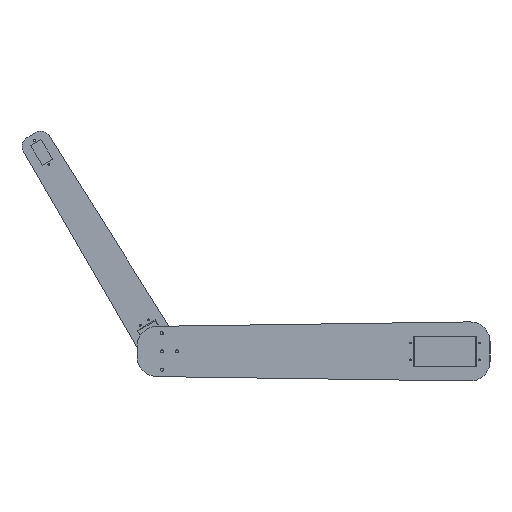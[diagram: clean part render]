
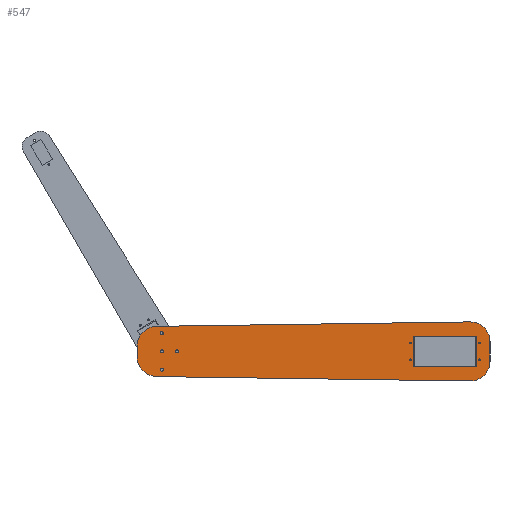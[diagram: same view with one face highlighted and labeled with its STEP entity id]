
A CAD part, front view. The second image highlights one B-rep face of the part: STEP entity #547.
In plain terms, the highlighted planar face has unit normal (0, -1, 0).
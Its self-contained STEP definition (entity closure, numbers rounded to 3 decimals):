
#162=CARTESIAN_POINT('',(30.,0.0,-9.716));
#163=VERTEX_POINT('',#162);
#170=CARTESIAN_POINT('',(9.718,0.0,-29.714));
#171=VERTEX_POINT('',#170);
#172=CARTESIAN_POINT('',(10.0,0.0,-9.716));
#173=DIRECTION('',(0.0,-1.0,0.0));
#174=DIRECTION('',(0.702,0.0,-0.712));
#175=AXIS2_PLACEMENT_3D('',#172,#173,#174);
#176=CIRCLE('',#175,20.0);
#177=EDGE_CURVE('',#171,#163,#176,.T.);
#194=CARTESIAN_POINT('',(-305.282,0.0,-25.278));
#195=VERTEX_POINT('',#194);
#196=CARTESIAN_POINT('',(-305.282,0.0,-25.278));
#197=DIRECTION('',(1.,0.0,-0.014));
#198=VECTOR('',#197,315.031);
#199=LINE('',#196,#198);
#200=EDGE_CURVE('',#195,#171,#199,.T.);
#234=CARTESIAN_POINT('',(-325.0,0.0,-5.28));
#235=VERTEX_POINT('',#234);
#236=CARTESIAN_POINT('',(-305.0,0.0,-5.28));
#237=DIRECTION('',(0.0,-1.0,0.0));
#238=DIRECTION('',(-0.712,0.0,-0.702));
#239=AXIS2_PLACEMENT_3D('',#236,#237,#238);
#240=CIRCLE('',#239,20.0);
#241=EDGE_CURVE('',#235,#195,#240,.T.);
#268=CARTESIAN_POINT('',(-301.5,0.0,-18.5));
#269=VERTEX_POINT('',#268);
#270=CARTESIAN_POINT('',(-300.0,0.0,-18.5));
#271=DIRECTION('',(0.0,-1.0,0.0));
#272=DIRECTION('',(-1.0,0.0,0.0));
#273=AXIS2_PLACEMENT_3D('',#270,#271,#272);
#274=CIRCLE('',#273,1.5);
#275=EDGE_CURVE('',#269,#269,#274,.T.);
#296=CARTESIAN_POINT('',(18.25,0.0,-8.5));
#297=VERTEX_POINT('',#296);
#298=CARTESIAN_POINT('',(19.25,0.0,-8.5));
#299=DIRECTION('',(0.0,-1.0,0.0));
#300=DIRECTION('',(-1.0,0.0,0.0));
#301=AXIS2_PLACEMENT_3D('',#298,#299,#300);
#302=CIRCLE('',#301,1.0);
#303=EDGE_CURVE('',#297,#297,#302,.T.);
#324=CARTESIAN_POINT('',(-50.75,0.0,-8.5));
#325=VERTEX_POINT('',#324);
#326=CARTESIAN_POINT('',(-49.75,0.0,-8.5));
#327=DIRECTION('',(0.0,-1.0,0.0));
#328=DIRECTION('',(-1.0,0.0,0.0));
#329=AXIS2_PLACEMENT_3D('',#326,#327,#328);
#330=CIRCLE('',#329,1.0);
#331=EDGE_CURVE('',#325,#325,#330,.T.);
#341=CARTESIAN_POINT('',(16.25,0.0,-15.5));
#342=VERTEX_POINT('',#341);
#343=CARTESIAN_POINT('',(-46.75,0.0,-15.5));
#344=VERTEX_POINT('',#343);
#345=CARTESIAN_POINT('',(16.25,0.0,-15.5));
#346=DIRECTION('',(-1.0,0.0,0.0));
#347=VECTOR('',#346,63.);
#348=LINE('',#345,#347);
#349=EDGE_CURVE('',#342,#344,#348,.T.);
#392=CARTESIAN_POINT('',(9.718,0.0,29.714));
#393=VERTEX_POINT('',#392);
#400=CARTESIAN_POINT('',(30.,0.0,9.716));
#401=VERTEX_POINT('',#400);
#402=CARTESIAN_POINT('',(10.0,0.0,9.716));
#403=DIRECTION('',(0.0,1.0,0.0));
#404=DIRECTION('',(0.702,0.0,0.712));
#405=AXIS2_PLACEMENT_3D('',#402,#403,#404);
#406=CIRCLE('',#405,20.0);
#407=EDGE_CURVE('',#393,#401,#406,.T.);
#418=CARTESIAN_POINT('',(-141.235,0.0,14.752));
#419=DIRECTION('',(0.0,-1.0,0.0));
#420=DIRECTION('',(0.0,0.0,-1.0));
#421=AXIS2_PLACEMENT_3D('',#418,#419,#420);
#422=PLANE('',#421);
#423=CARTESIAN_POINT('',(-325.0,0.0,5.28));
#424=VERTEX_POINT('',#423);
#425=CARTESIAN_POINT('',(-325.0,0.0,5.28));
#426=DIRECTION('',(0.0,0.0,-1.0));
#427=VECTOR('',#426,10.559);
#428=LINE('',#425,#427);
#429=EDGE_CURVE('',#424,#235,#428,.T.);
#430=ORIENTED_EDGE('',*,*,#429,.T.);
#431=ORIENTED_EDGE('',*,*,#241,.T.);
#432=ORIENTED_EDGE('',*,*,#200,.T.);
#433=ORIENTED_EDGE('',*,*,#177,.T.);
#434=CARTESIAN_POINT('',(30.0,0.0,9.716));
#435=DIRECTION('',(0.0,0.0,-1.0));
#436=VECTOR('',#435,19.433);
#437=LINE('',#434,#436);
#438=EDGE_CURVE('',#401,#163,#437,.T.);
#439=ORIENTED_EDGE('',*,*,#438,.F.);
#440=ORIENTED_EDGE('',*,*,#407,.F.);
#441=CARTESIAN_POINT('',(-305.282,0.0,25.278));
#442=VERTEX_POINT('',#441);
#443=CARTESIAN_POINT('',(-305.282,0.0,25.278));
#444=DIRECTION('',(1.,0.0,0.014));
#445=VECTOR('',#444,315.031);
#446=LINE('',#443,#445);
#447=EDGE_CURVE('',#442,#393,#446,.T.);
#448=ORIENTED_EDGE('',*,*,#447,.F.);
#449=CARTESIAN_POINT('',(-305.0,0.0,5.28));
#450=DIRECTION('',(0.0,1.0,0.0));
#451=DIRECTION('',(-0.712,0.0,0.702));
#452=AXIS2_PLACEMENT_3D('',#449,#450,#451);
#453=CIRCLE('',#452,20.0);
#454=EDGE_CURVE('',#424,#442,#453,.T.);
#455=ORIENTED_EDGE('',*,*,#454,.F.);
#456=EDGE_LOOP('',(#430,#431,#432,#433,#439,#440,#448,#455));
#457=FACE_OUTER_BOUND('',#456,.T.);
#458=CARTESIAN_POINT('',(-46.75,0.0,15.5));
#459=VERTEX_POINT('',#458);
#460=CARTESIAN_POINT('',(-46.75,0.0,15.5));
#461=DIRECTION('',(0.0,0.0,-1.0));
#462=VECTOR('',#461,31.0);
#463=LINE('',#460,#462);
#464=EDGE_CURVE('',#459,#344,#463,.T.);
#465=ORIENTED_EDGE('',*,*,#464,.F.);
#466=CARTESIAN_POINT('',(16.25,0.0,15.5));
#467=VERTEX_POINT('',#466);
#468=CARTESIAN_POINT('',(16.25,0.0,15.5));
#469=DIRECTION('',(-1.0,0.0,0.0));
#470=VECTOR('',#469,63.);
#471=LINE('',#468,#470);
#472=EDGE_CURVE('',#467,#459,#471,.T.);
#473=ORIENTED_EDGE('',*,*,#472,.F.);
#474=CARTESIAN_POINT('',(16.25,0.0,15.5));
#475=DIRECTION('',(0.0,0.0,-1.0));
#476=VECTOR('',#475,31.);
#477=LINE('',#474,#476);
#478=EDGE_CURVE('',#467,#342,#477,.T.);
#479=ORIENTED_EDGE('',*,*,#478,.T.);
#480=ORIENTED_EDGE('',*,*,#349,.T.);
#481=EDGE_LOOP('',(#465,#473,#479,#480));
#482=FACE_BOUND('',#481,.T.);
#483=CARTESIAN_POINT('',(-283.5,0.0,0.0));
#484=VERTEX_POINT('',#483);
#485=CARTESIAN_POINT('',(-285.0,0.0,0.));
#486=DIRECTION('',(0.0,1.0,0.0));
#487=DIRECTION('',(-1.0,0.0,0.0));
#488=AXIS2_PLACEMENT_3D('',#485,#486,#487);
#489=CIRCLE('',#488,1.5);
#490=EDGE_CURVE('',#484,#484,#489,.T.);
#491=ORIENTED_EDGE('',*,*,#490,.T.);
#492=EDGE_LOOP('',(#491));
#493=FACE_BOUND('',#492,.T.);
#494=CARTESIAN_POINT('',(-298.5,0.0,0.0));
#495=VERTEX_POINT('',#494);
#496=CARTESIAN_POINT('',(-300.0,0.0,0.0));
#497=DIRECTION('',(0.0,1.0,0.0));
#498=DIRECTION('',(-1.0,0.0,0.0));
#499=AXIS2_PLACEMENT_3D('',#496,#497,#498);
#500=CIRCLE('',#499,1.5);
#501=EDGE_CURVE('',#495,#495,#500,.T.);
#502=ORIENTED_EDGE('',*,*,#501,.T.);
#503=EDGE_LOOP('',(#502));
#504=FACE_BOUND('',#503,.T.);
#505=ORIENTED_EDGE('',*,*,#275,.F.);
#506=EDGE_LOOP('',(#505));
#507=FACE_BOUND('',#506,.T.);
#508=ORIENTED_EDGE('',*,*,#303,.F.);
#509=EDGE_LOOP('',(#508));
#510=FACE_BOUND('',#509,.T.);
#511=ORIENTED_EDGE('',*,*,#331,.F.);
#512=EDGE_LOOP('',(#511));
#513=FACE_BOUND('',#512,.T.);
#514=CARTESIAN_POINT('',(-50.75,0.0,8.5));
#515=VERTEX_POINT('',#514);
#516=CARTESIAN_POINT('',(-49.75,0.0,8.5));
#517=DIRECTION('',(0.0,1.0,0.0));
#518=DIRECTION('',(-1.0,0.0,0.0));
#519=AXIS2_PLACEMENT_3D('',#516,#517,#518);
#520=CIRCLE('',#519,1.0);
#521=EDGE_CURVE('',#515,#515,#520,.T.);
#522=ORIENTED_EDGE('',*,*,#521,.T.);
#523=EDGE_LOOP('',(#522));
#524=FACE_BOUND('',#523,.T.);
#525=CARTESIAN_POINT('',(18.25,0.0,8.5));
#526=VERTEX_POINT('',#525);
#527=CARTESIAN_POINT('',(19.25,0.0,8.5));
#528=DIRECTION('',(0.0,1.0,0.0));
#529=DIRECTION('',(-1.0,0.0,0.0));
#530=AXIS2_PLACEMENT_3D('',#527,#528,#529);
#531=CIRCLE('',#530,1.0);
#532=EDGE_CURVE('',#526,#526,#531,.T.);
#533=ORIENTED_EDGE('',*,*,#532,.T.);
#534=EDGE_LOOP('',(#533));
#535=FACE_BOUND('',#534,.T.);
#536=CARTESIAN_POINT('',(-301.5,0.0,18.5));
#537=VERTEX_POINT('',#536);
#538=CARTESIAN_POINT('',(-300.0,0.0,18.5));
#539=DIRECTION('',(0.0,1.0,0.0));
#540=DIRECTION('',(-1.0,0.0,0.0));
#541=AXIS2_PLACEMENT_3D('',#538,#539,#540);
#542=CIRCLE('',#541,1.5);
#543=EDGE_CURVE('',#537,#537,#542,.T.);
#544=ORIENTED_EDGE('',*,*,#543,.T.);
#545=EDGE_LOOP('',(#544));
#546=FACE_BOUND('',#545,.T.);
#547=ADVANCED_FACE('',(#457,#482,#493,#504,#507,#510,#513,#524,#535,#546),#422,.T.);
